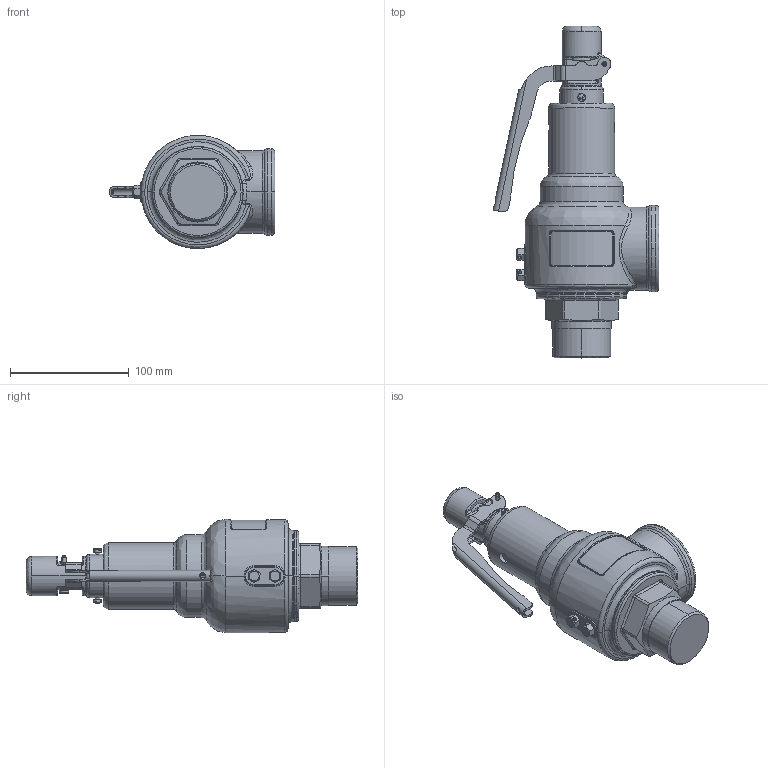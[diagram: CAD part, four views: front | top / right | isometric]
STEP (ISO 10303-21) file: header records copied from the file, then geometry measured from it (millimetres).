
FILE_DESCRIPTION (( 'STEP AP214' ), '1' );
FILE_NAME ('pressurereliefvalve_01.5(38)_950.STEP', '2020-04-24T13:33:52', ( '' ), ( '' ), 'SwSTEP 2.0', 'SolidWorks 2019', '' );
FILE_SCHEMA (( 'AUTOMOTIVE_DESIGN' ));
Length unit declared in the file: inch
Products named in the file (1): pressurereliefvalve_01.5(38)_950
Bounding box: 139.65 x 279.35 x 95.25 mm (x, y, z)
Volume: 933810.2 mm3; surface area: 86637.9 mm2
Topology: 1 solids, 1 shells, 357 faces, 906 edges, 565 vertices
Faces by surface type: cylinder 140, bspline 118, plane 77, cone 22
Entity records: 20550 total; most frequent: CARTESIAN_POINT 12672, ORIENTED_EDGE 1808, DIRECTION 1437, EDGE_CURVE 904, VERTEX_POINT 565, AXIS2_PLACEMENT_3D 564, EDGE_LOOP 391, FACE_OUTER_BOUND 357
